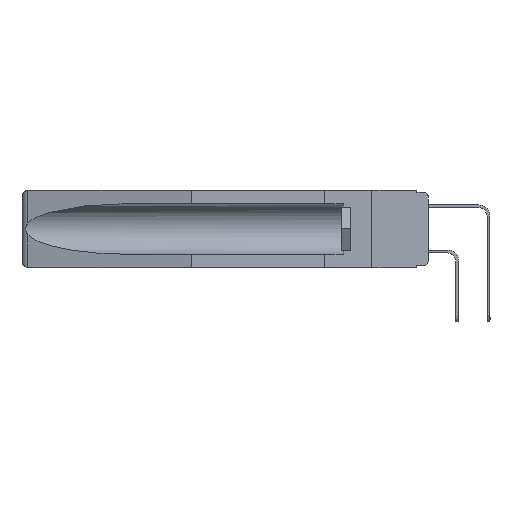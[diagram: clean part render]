
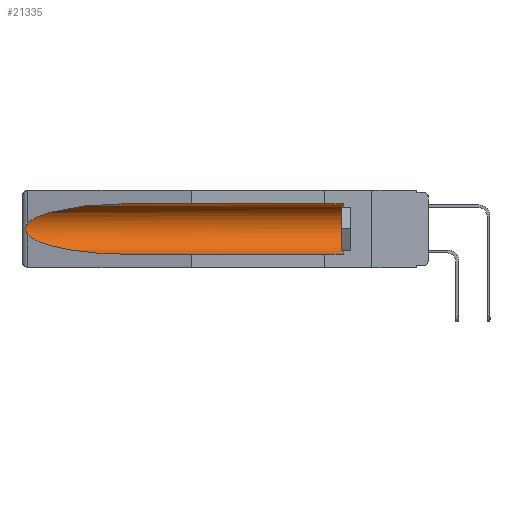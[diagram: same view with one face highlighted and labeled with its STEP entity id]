
A CAD part, left-side view. The second image highlights one B-rep face of the part: STEP entity #21335.
In plain terms, the highlighted cylindrical face has radius 2.857 mm (diameter 5.715 mm), a partial arc.
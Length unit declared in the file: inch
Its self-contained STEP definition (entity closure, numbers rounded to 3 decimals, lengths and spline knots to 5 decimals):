
#352 = VERTEX_POINT ( 'NONE', #6305 ) ;
#796 = CARTESIAN_POINT ( 'NONE',  ( 0.155, -0.30754, -0.284 ) ) ;
#948 = ORIENTED_EDGE ( 'NONE', *, *, #5230, .T. ) ;
#1396 = CARTESIAN_POINT ( 'NONE',  ( 0.26537, 1.52718, -0.19328 ) ) ;
#1510 = VECTOR ( 'NONE', #21314, 39.37008 ) ;
#2312 = VERTEX_POINT ( 'NONE', #29508 ) ;
#3247 = CIRCLE ( 'NONE', #9486, 0.1125 ) ;
#3252 = EDGE_CURVE ( 'NONE', #27997, #352, #28064, .T. ) ;
#4613 = EDGE_CURVE ( 'NONE', #17390, #14012, #24203, .T. ) ;
#5212 = ORIENTED_EDGE ( 'NONE', *, *, #24115, .F. ) ;
#5230 = EDGE_CURVE ( 'NONE', #22178, #2312, #3247, .T. ) ;
#5506 = DIRECTION ( 'NONE',  ( 0., 0., 1. ) ) ;
#5776 = LINE ( 'NONE', #796, #1510 ) ;
#6305 = CARTESIAN_POINT ( 'NONE',  ( 0.26537, 1.52718, -0.14972 ) ) ;
#6909 = CARTESIAN_POINT ( 'NONE',  ( 0.155, 0.126, -0.1715 ) ) ;
#7009 = CARTESIAN_POINT ( 'NONE',  ( 0.155, 0.126, -0.284 ) ) ;
#7612 = CARTESIAN_POINT ( 'NONE',  ( 0.155, -0.30754, -0.1715 ) ) ;
#8037 = CARTESIAN_POINT ( 'NONE',  ( 0.26537, 1.52718, -0.14972 ) ) ;
#8061 = CYLINDRICAL_SURFACE ( 'NONE', #9639, 0.1125 ) ;
#8251 = ORIENTED_EDGE ( 'NONE', *, *, #25465, .T. ) ;
#8706 = LINE ( 'NONE', #19742, #29207 ) ;
#9086 = CARTESIAN_POINT ( 'NONE',  ( 0.155, 1.07973, -0.284 ) ) ;
#9486 = AXIS2_PLACEMENT_3D ( 'NONE', #6909, #23046, #25903 ) ;
#9639 = AXIS2_PLACEMENT_3D ( 'NONE', #7612, #26461, #5506 ) ;
#10444 = CARTESIAN_POINT ( 'NONE',  ( 0.2673, 1.5327, -0.16383 ) ) ;
#10604 = CARTESIAN_POINT ( 'NONE',  ( 0.25451, 1.48313, -0.24835 ) ) ;
#10870 = CARTESIAN_POINT ( 'NONE',  ( 0.26537, 1.52718, -0.19328 ) ) ;
#11937 = CARTESIAN_POINT ( 'NONE',  ( 0.155, 1.07973, -0.284 ) ) ;
#12280 = FACE_OUTER_BOUND ( 'NONE', #16793, .T. ) ;
#12511 = ORIENTED_EDGE ( 'NONE', *, *, #25095, .T. ) ;
#13209 = DIRECTION ( 'NONE',  ( 0., 1., 0. ) ) ;
#13410 = CARTESIAN_POINT ( 'NONE',  ( 0.155, 1.07973, -0.059 ) ) ;
#13575 = CARTESIAN_POINT ( 'NONE',  ( 0.26655, 1.53094, -0.18657 ) ) ;
#13695 = CARTESIAN_POINT ( 'NONE',  ( 0.25451, 1.48313, -0.09465 ) ) ;
#14012 = VERTEX_POINT ( 'NONE', #11937 ) ;
#15107 = CARTESIAN_POINT ( 'NONE',  ( 0.26597, 1.52961, -0.15275 ) ) ;
#15979 = B_SPLINE_CURVE_WITH_KNOTS ( 'NONE', 3,
 ( #8037, #15107, #17253, #10444, #19670, #26435, #24314, #13575, #24605, #22792 ),
 .UNSPECIFIED., .F., .F.,
 ( 4, 2, 2, 2, 4 ),
 ( 0., 0.00029, 0.00058, 0.00087, 0.00117 ),
 .UNSPECIFIED. ) ;
#16737 = CARTESIAN_POINT ( 'NONE',  ( 0.155, 1.07973, -0.059 ) ) ;
#16793 = EDGE_LOOP ( 'NONE', ( #20396, #8251, #27523, #5212, #948, #12511 ) ) ;
#17253 = CARTESIAN_POINT ( 'NONE',  ( 0.26654, 1.53092, -0.15636 ) ) ;
#17390 = VERTEX_POINT ( 'NONE', #10870 ) ;
#19670 = CARTESIAN_POINT ( 'NONE',  ( 0.2675, 1.53308, -0.16763 ) ) ;
#19742 = CARTESIAN_POINT ( 'NONE',  ( 0.155, -0.30754, -0.059 ) ) ;
#20230 = CARTESIAN_POINT ( 'NONE',  ( 0.26537, 1.52718, -0.14972 ) ) ;
#20396 = ORIENTED_EDGE ( 'NONE', *, *, #3252, .T. ) ;
#21314 = DIRECTION ( 'NONE',  ( 0., 1., 0. ) ) ;
#21335 = ADVANCED_FACE ( 'NONE', ( #12280 ), #8061, .F. ) ;
#22178 = VERTEX_POINT ( 'NONE', #7009 ) ;
#22792 = CARTESIAN_POINT ( 'NONE',  ( 0.26537, 1.52718, -0.19328 ) ) ;
#23046 = DIRECTION ( 'NONE',  ( 0., -1., 0. ) ) ;
#24115 = EDGE_CURVE ( 'NONE', #22178, #14012, #5776, .T. ) ;
#24203 =( BOUNDED_CURVE ( )  B_SPLINE_CURVE ( 3, ( #1396, #10604, #28993, #9086 ),
 .UNSPECIFIED., .F., .T. ) 
 B_SPLINE_CURVE_WITH_KNOTS ( ( 4, 4 ),
 ( 0.1948, 1.5708 ),
 .UNSPECIFIED. ) 
 CURVE ( )  GEOMETRIC_REPRESENTATION_ITEM ( )  RATIONAL_B_SPLINE_CURVE ( ( 1., 0.848, 0.848, 1. ) ) 
 REPRESENTATION_ITEM ( '' )  );
#24314 = CARTESIAN_POINT ( 'NONE',  ( 0.2673, 1.53269, -0.17917 ) ) ;
#24605 = CARTESIAN_POINT ( 'NONE',  ( 0.26597, 1.5296, -0.19026 ) ) ;
#25095 = EDGE_CURVE ( 'NONE', #2312, #27997, #8706, .T. ) ;
#25465 = EDGE_CURVE ( 'NONE', #352, #17390, #15979, .T. ) ;
#25903 = DIRECTION ( 'NONE',  ( 0., 0., 1. ) ) ;
#26435 = CARTESIAN_POINT ( 'NONE',  ( 0.2675, 1.53308, -0.17534 ) ) ;
#26461 = DIRECTION ( 'NONE',  ( 0., 1., 0. ) ) ;
#27523 = ORIENTED_EDGE ( 'NONE', *, *, #4613, .T. ) ;
#27570 = CARTESIAN_POINT ( 'NONE',  ( 0.21114, 1.30732, -0.059 ) ) ;
#27997 = VERTEX_POINT ( 'NONE', #16737 ) ;
#28064 =( BOUNDED_CURVE ( )  B_SPLINE_CURVE ( 3, ( #13410, #27570, #13695, #20230 ),
 .UNSPECIFIED., .F., .T. ) 
 B_SPLINE_CURVE_WITH_KNOTS ( ( 4, 4 ),
 ( 4.71239, 6.08839 ),
 .UNSPECIFIED. ) 
 CURVE ( )  GEOMETRIC_REPRESENTATION_ITEM ( )  RATIONAL_B_SPLINE_CURVE ( ( 1., 0.848, 0.848, 1. ) ) 
 REPRESENTATION_ITEM ( '' )  );
#28993 = CARTESIAN_POINT ( 'NONE',  ( 0.21114, 1.30732, -0.284 ) ) ;
#29207 = VECTOR ( 'NONE', #13209, 39.37008 ) ;
#29508 = CARTESIAN_POINT ( 'NONE',  ( 0.155, 0.126, -0.059 ) ) ;
